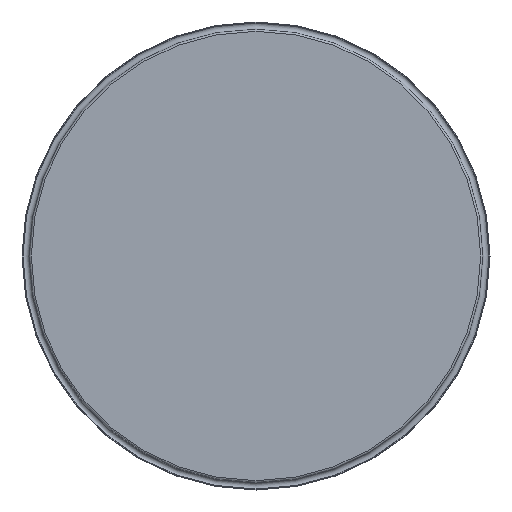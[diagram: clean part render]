
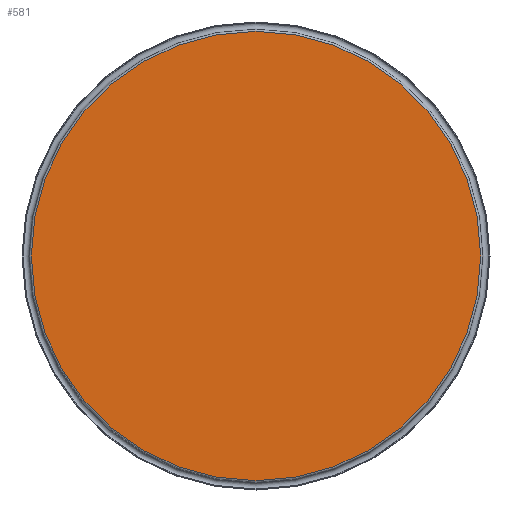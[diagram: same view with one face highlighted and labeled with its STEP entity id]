
A CAD part, left-side view. The second image highlights one B-rep face of the part: STEP entity #581.
In plain terms, the highlighted planar face has unit normal (-1, 0, 0).
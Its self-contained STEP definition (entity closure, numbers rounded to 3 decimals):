
#27=PLANE('',#671);
#53=FACE_OUTER_BOUND('',#90,.T.);
#90=EDGE_LOOP('',(#474,#475));
#200=CIRCLE('',#655,55.939);
#201=CIRCLE('',#656,55.939);
#261=VERTEX_POINT('',#1467);
#262=VERTEX_POINT('',#1468);
#327=EDGE_CURVE('',#261,#262,#200,.T.);
#328=EDGE_CURVE('',#262,#261,#201,.T.);
#474=ORIENTED_EDGE('',*,*,#327,.T.);
#475=ORIENTED_EDGE('',*,*,#328,.T.);
#581=ADVANCED_FACE('',(#53),#27,.F.);
#655=AXIS2_PLACEMENT_3D('',#1469,#780,#781);
#656=AXIS2_PLACEMENT_3D('',#1470,#782,#783);
#671=AXIS2_PLACEMENT_3D('',#1569,#812,#813);
#780=DIRECTION('center_axis',(-1.,0.,0.));
#781=DIRECTION('ref_axis',(0.,0.,1.));
#782=DIRECTION('center_axis',(-1.,0.,0.));
#783=DIRECTION('ref_axis',(0.,0.,1.));
#812=DIRECTION('center_axis',(1.,0.,0.));
#813=DIRECTION('ref_axis',(0.,0.,-1.));
#1467=CARTESIAN_POINT('',(0.,0.,55.939));
#1468=CARTESIAN_POINT('',(0.,0.,-55.939));
#1469=CARTESIAN_POINT('Origin',(0.,0.,0.));
#1470=CARTESIAN_POINT('Origin',(0.,0.,0.));
#1569=CARTESIAN_POINT('Origin',(0.,55.175,0.));
